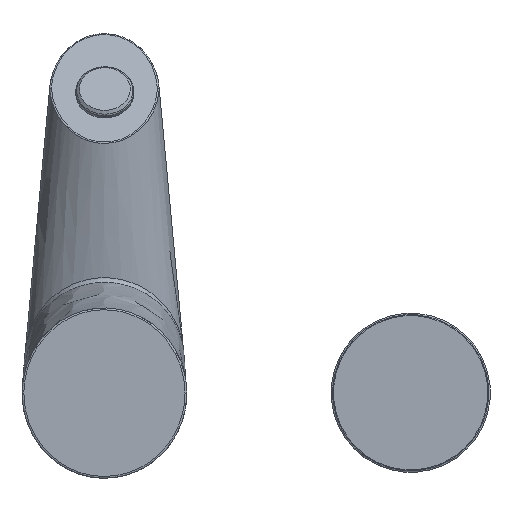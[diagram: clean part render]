
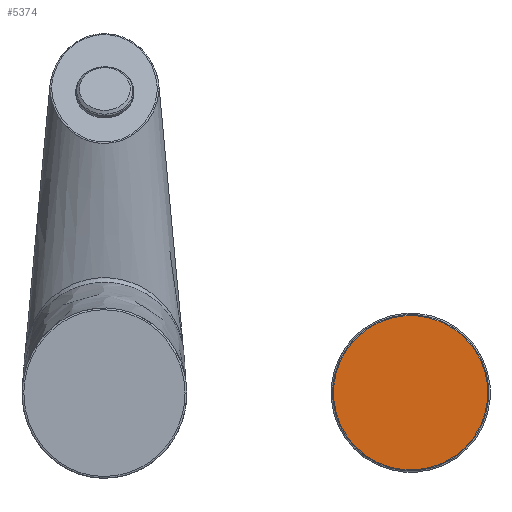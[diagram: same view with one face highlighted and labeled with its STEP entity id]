
A CAD part, front view. The second image highlights one B-rep face of the part: STEP entity #5374.
In plain terms, the highlighted planar face has unit normal (0, -1, 0).
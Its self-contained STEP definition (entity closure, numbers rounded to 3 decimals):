
#441 = CARTESIAN_POINT ( 'NONE',  ( 117.819, 0., 17.819 ) ) ;
#609 = CIRCLE ( 'NONE', #6463, 25.2 ) ;
#801 = ORIENTED_EDGE ( 'NONE', *, *, #1522, .T. ) ;
#1294 = EDGE_LOOP ( 'NONE', ( #801 ) ) ;
#1522 = EDGE_CURVE ( 'NONE', #6185, #6185, #609, .T. ) ;
#3161 = CARTESIAN_POINT ( 'NONE',  ( 100., 0., 0. ) ) ;
#3876 = DIRECTION ( 'NONE',  ( 0.707, 0., 0.707 ) ) ;
#4836 = DIRECTION ( 'NONE',  ( 0.707, 0., 0.707 ) ) ;
#4849 = DIRECTION ( 'NONE',  ( 0., -1., 0. ) ) ;
#4857 = CARTESIAN_POINT ( 'NONE',  ( 100., 0., 0. ) ) ;
#5374 = ADVANCED_FACE ( 'NONE', ( #7484 ), #7383, .T. ) ;
#6185 = VERTEX_POINT ( 'NONE', #441 ) ;
#6463 = AXIS2_PLACEMENT_3D ( 'NONE', #4857, #4849, #4836 ) ;
#7383 = PLANE ( 'NONE',  #8228 ) ;
#7484 = FACE_OUTER_BOUND ( 'NONE', #1294, .T. ) ;
#8052 = DIRECTION ( 'NONE',  ( 0., -1., 0. ) ) ;
#8228 = AXIS2_PLACEMENT_3D ( 'NONE', #3161, #8052, #3876 ) ;
